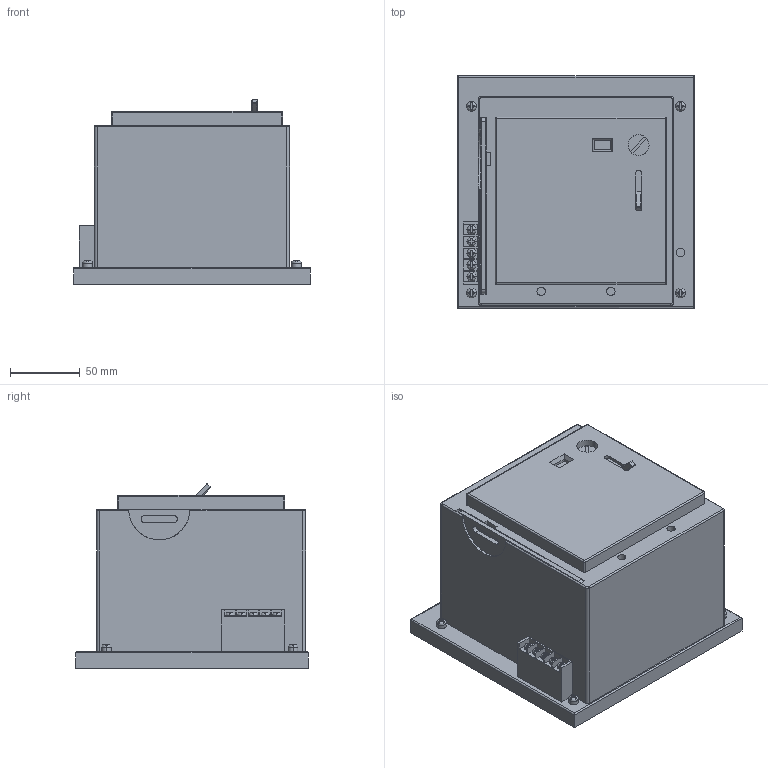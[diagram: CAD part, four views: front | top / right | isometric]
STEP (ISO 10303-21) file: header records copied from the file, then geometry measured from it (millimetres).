
FILE_DESCRIPTION (( 'STEP AP203' ), '1' );
FILE_NAME ('Ýëåêòðîïðèâîä ê ÂÀ-99 CD-99 800À.STEP', '2016-10-27T16:50:26', ( 'kuryshev' ), ( '' ), 'SwSTEP 2.0', 'SolidWorks 2010', '' );
FILE_SCHEMA (( 'CONFIG_CONTROL_DESIGN' ));
Length unit declared in the file: millimetre
Products named in the file (1): Ýëåêòðîïðèâîä ê ÂÀ-99 CD-99 800À
Bounding box: 170 x 167 x 132.4 mm (x, y, z)
Volume: 2564356.2 mm3; surface area: 163331.9 mm2
Topology: 1 solids, 1 shells, 425 faces, 1115 edges, 717 vertices
Faces by surface type: plane 284, cylinder 110, torus 22, sphere 9
Entity records: 13291 total; most frequent: CARTESIAN_POINT 2790, ORIENTED_EDGE 2214, DIRECTION 2092, EDGE_CURVE 1107, VERTEX_POINT 715, AXIS2_PLACEMENT_3D 699, LINE 694, VECTOR 694
